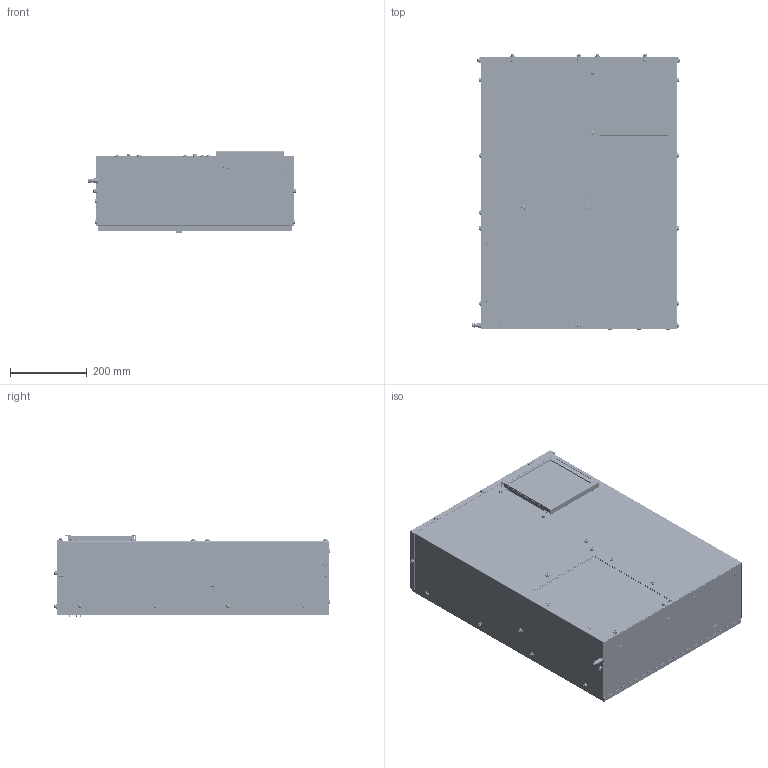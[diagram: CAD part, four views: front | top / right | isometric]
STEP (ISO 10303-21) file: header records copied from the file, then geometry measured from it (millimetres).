
FILE_DESCRIPTION (( 'STEP AP203' ), '1' );
FILE_NAME ('STEP-KA4C3DSP28L_defeature.STEP', '2024-08-22T20:49:08', ( '' ), ( '' ), 'SwSTEP 2.0', 'SolidWorks 2024', '' );
FILE_SCHEMA (( 'CONFIG_CONTROL_DESIGN' ));
Products named in the file (1): STEP-KA4C3DSP28L_defeature
Bounding box: 546.44 x 719.4 x 212.98 mm (x, y, z)
Volume: 9609933.5 mm3; surface area: 3196496.5 mm2
Topology: 2 solids, 43 shells, 8331 faces, 21942 edges, 14005 vertices
Faces by surface type: cylinder 3812, plane 1954, bspline 1413, cone 597, torus 533, sphere 22
Entity records: 380199 total; most frequent: CARTESIAN_POINT 195239, ORIENTED_EDGE 43832, DIRECTION 34182, EDGE_CURVE 21916, VERTEX_POINT 14005, AXIS2_PLACEMENT_3D 12826, EDGE_LOOP 9019, VECTOR 8530
